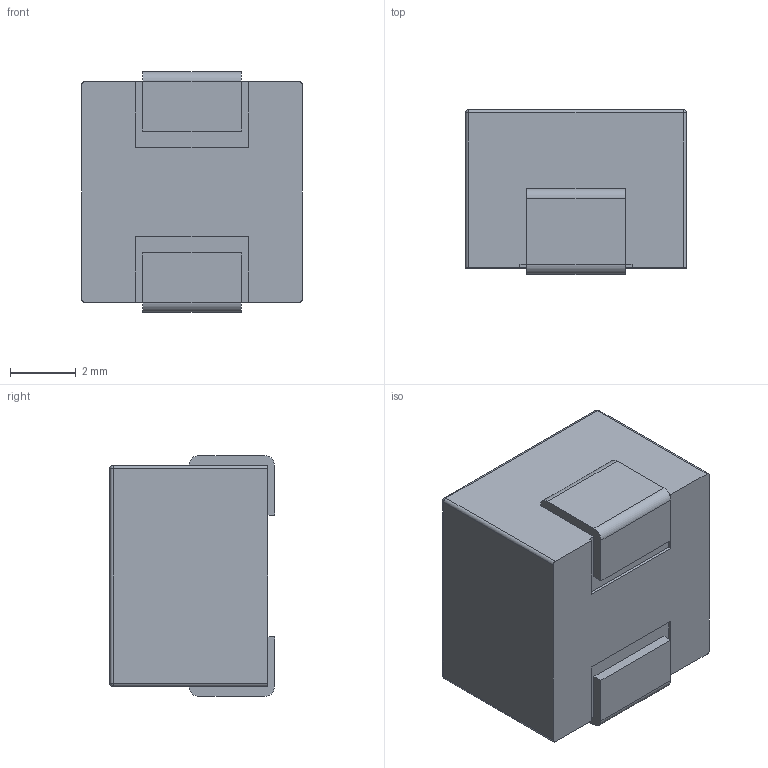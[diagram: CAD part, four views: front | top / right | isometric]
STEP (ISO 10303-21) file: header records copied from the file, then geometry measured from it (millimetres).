
FILE_DESCRIPTION (( 'STEP AP214' ), '1' );
FILE_NAME ('Inductor_SMD_AMPLF_0650.STEP', '2022-10-23T14:44:58', ( 'Rotor' ), ( '' ), 'SwSTEP 2.0', 'SolidWorks 2012', '' );
FILE_SCHEMA (( 'AUTOMOTIVE_DESIGN' ));
Length unit declared in the file: millimetre
Products named in the file (1): Inductor_SMD_AMPLF_0650
Bounding box: 6.7 x 5.01 x 7.3 mm (x, y, z)
Volume: 221.2 mm3; surface area: 228.1 mm2
Topology: 1 solids, 1 shells, 102 faces, 271 edges, 174 vertices
Faces by surface type: bspline 47, plane 39, cylinder 12, sphere 4
Entity records: 6010 total; most frequent: CARTESIAN_POINT 2967, ORIENTED_EDGE 534, DIRECTION 309, EDGE_CURVE 267, VERTEX_POINT 174, LINE 149, VECTOR 149, EDGE_LOOP 109
